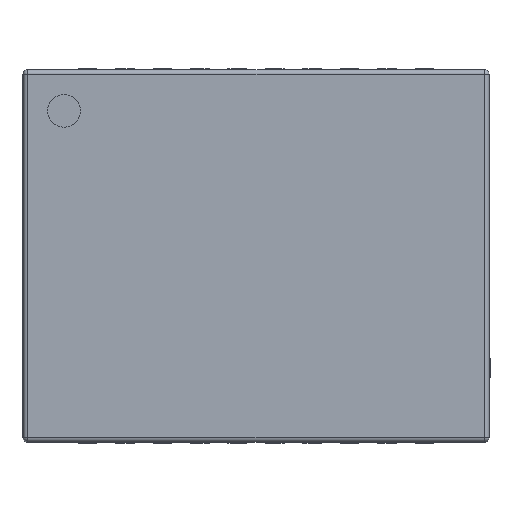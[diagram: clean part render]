
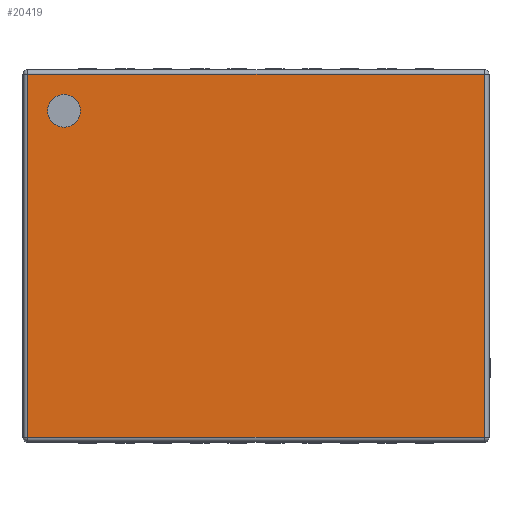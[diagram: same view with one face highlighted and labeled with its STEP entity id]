
A CAD part, top view. The second image highlights one B-rep face of the part: STEP entity #20419.
In plain terms, the highlighted planar face has unit normal (0, 0, 1).
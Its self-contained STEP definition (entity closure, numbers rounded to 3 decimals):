
#4708 = CYLINDRICAL_SURFACE('',#4709,0.05);
#4709 = AXIS2_PLACEMENT_3D('',#4710,#4711,#4712);
#4710 = CARTESIAN_POINT('',(-1.99,-2.44,0.83));
#4711 = DIRECTION('',(1.,0.,0.));
#4712 = DIRECTION('',(0.,-1.,0.));
#17327 = VERTEX_POINT('',#17328);
#17328 = CARTESIAN_POINT('',(-1.94,-2.44,0.88));
#17350 = EDGE_CURVE('',#17327,#17351,#17353,.T.);
#17351 = VERTEX_POINT('',#17352);
#17352 = CARTESIAN_POINT('',(1.94,-2.44,0.88));
#17353 = SURFACE_CURVE('',#17354,(#17358,#17365),.PCURVE_S1.);
#17354 = LINE('',#17355,#17356);
#17355 = CARTESIAN_POINT('',(-1.99,-2.44,0.88));
#17356 = VECTOR('',#17357,1.);
#17357 = DIRECTION('',(1.,0.,0.));
#17358 = PCURVE('',#4708,#17359);
#17359 = DEFINITIONAL_REPRESENTATION('',(#17360),#17364);
#17360 = LINE('',#17361,#17362);
#17361 = CARTESIAN_POINT('',(-1.571,0.));
#17362 = VECTOR('',#17363,1.);
#17363 = DIRECTION('',(-0.,1.));
#17364 = ( GEOMETRIC_REPRESENTATION_CONTEXT(2) 
PARAMETRIC_REPRESENTATION_CONTEXT() REPRESENTATION_CONTEXT('2D SPACE',''
  ) );
#17365 = PCURVE('',#17366,#17371);
#17366 = PLANE('',#17367);
#17367 = AXIS2_PLACEMENT_3D('',#17368,#17369,#17370);
#17368 = CARTESIAN_POINT('',(-1.99,-2.49,0.88));
#17369 = DIRECTION('',(0.,0.,1.));
#17370 = DIRECTION('',(1.,0.,0.));
#17371 = DEFINITIONAL_REPRESENTATION('',(#17372),#17376);
#17372 = LINE('',#17373,#17374);
#17373 = CARTESIAN_POINT('',(0.,0.05));
#17374 = VECTOR('',#17375,1.);
#17375 = DIRECTION('',(1.,0.));
#17376 = ( GEOMETRIC_REPRESENTATION_CONTEXT(2) 
PARAMETRIC_REPRESENTATION_CONTEXT() REPRESENTATION_CONTEXT('2D SPACE',''
  ) );
#17911 = CYLINDRICAL_SURFACE('',#17912,0.05);
#17912 = AXIS2_PLACEMENT_3D('',#17913,#17914,#17915);
#17913 = CARTESIAN_POINT('',(-1.94,-2.44,0.83));
#17914 = DIRECTION('',(0.,1.,0.));
#17915 = DIRECTION('',(-1.,0.,0.));
#18673 = CYLINDRICAL_SURFACE('',#18674,0.05);
#18674 = AXIS2_PLACEMENT_3D('',#18675,#18676,#18677);
#18675 = CARTESIAN_POINT('',(1.94,2.44,0.83));
#18676 = DIRECTION('',(-0.,-1.,-0.));
#18677 = DIRECTION('',(0.,0.,1.));
#19289 = CYLINDRICAL_SURFACE('',#19290,0.05);
#19290 = AXIS2_PLACEMENT_3D('',#19291,#19292,#19293);
#19291 = CARTESIAN_POINT('',(-1.99,2.44,0.83));
#19292 = DIRECTION('',(1.,0.,0.));
#19293 = DIRECTION('',(0.,1.,0.));
#20419 = ADVANCED_FACE('',(#20420,#20490),#17366,.T.);
#20420 = FACE_BOUND('',#20421,.T.);
#20421 = EDGE_LOOP('',(#20422,#20423,#20446,#20469));
#20422 = ORIENTED_EDGE('',*,*,#17350,.T.);
#20423 = ORIENTED_EDGE('',*,*,#20424,.F.);
#20424 = EDGE_CURVE('',#20425,#17351,#20427,.T.);
#20425 = VERTEX_POINT('',#20426);
#20426 = CARTESIAN_POINT('',(1.94,2.44,0.88));
#20427 = SURFACE_CURVE('',#20428,(#20432,#20439),.PCURVE_S1.);
#20428 = LINE('',#20429,#20430);
#20429 = CARTESIAN_POINT('',(1.94,2.44,0.88));
#20430 = VECTOR('',#20431,1.);
#20431 = DIRECTION('',(-0.,-1.,-0.));
#20432 = PCURVE('',#17366,#20433);
#20433 = DEFINITIONAL_REPRESENTATION('',(#20434),#20438);
#20434 = LINE('',#20435,#20436);
#20435 = CARTESIAN_POINT('',(3.93,4.93));
#20436 = VECTOR('',#20437,1.);
#20437 = DIRECTION('',(-0.,-1.));
#20438 = ( GEOMETRIC_REPRESENTATION_CONTEXT(2) 
PARAMETRIC_REPRESENTATION_CONTEXT() REPRESENTATION_CONTEXT('2D SPACE',''
  ) );
#20439 = PCURVE('',#18673,#20440);
#20440 = DEFINITIONAL_REPRESENTATION('',(#20441),#20445);
#20441 = LINE('',#20442,#20443);
#20442 = CARTESIAN_POINT('',(-0.,0.));
#20443 = VECTOR('',#20444,1.);
#20444 = DIRECTION('',(-0.,1.));
#20445 = ( GEOMETRIC_REPRESENTATION_CONTEXT(2) 
PARAMETRIC_REPRESENTATION_CONTEXT() REPRESENTATION_CONTEXT('2D SPACE',''
  ) );
#20446 = ORIENTED_EDGE('',*,*,#20447,.F.);
#20447 = EDGE_CURVE('',#20448,#20425,#20450,.T.);
#20448 = VERTEX_POINT('',#20449);
#20449 = CARTESIAN_POINT('',(-1.94,2.44,0.88));
#20450 = SURFACE_CURVE('',#20451,(#20455,#20462),.PCURVE_S1.);
#20451 = LINE('',#20452,#20453);
#20452 = CARTESIAN_POINT('',(-1.99,2.44,0.88));
#20453 = VECTOR('',#20454,1.);
#20454 = DIRECTION('',(1.,0.,0.));
#20455 = PCURVE('',#17366,#20456);
#20456 = DEFINITIONAL_REPRESENTATION('',(#20457),#20461);
#20457 = LINE('',#20458,#20459);
#20458 = CARTESIAN_POINT('',(0.,4.93));
#20459 = VECTOR('',#20460,1.);
#20460 = DIRECTION('',(1.,0.));
#20461 = ( GEOMETRIC_REPRESENTATION_CONTEXT(2) 
PARAMETRIC_REPRESENTATION_CONTEXT() REPRESENTATION_CONTEXT('2D SPACE',''
  ) );
#20462 = PCURVE('',#19289,#20463);
#20463 = DEFINITIONAL_REPRESENTATION('',(#20464),#20468);
#20464 = LINE('',#20465,#20466);
#20465 = CARTESIAN_POINT('',(1.571,0.));
#20466 = VECTOR('',#20467,1.);
#20467 = DIRECTION('',(0.,1.));
#20468 = ( GEOMETRIC_REPRESENTATION_CONTEXT(2) 
PARAMETRIC_REPRESENTATION_CONTEXT() REPRESENTATION_CONTEXT('2D SPACE',''
  ) );
#20469 = ORIENTED_EDGE('',*,*,#20470,.F.);
#20470 = EDGE_CURVE('',#17327,#20448,#20471,.T.);
#20471 = SURFACE_CURVE('',#20472,(#20476,#20483),.PCURVE_S1.);
#20472 = LINE('',#20473,#20474);
#20473 = CARTESIAN_POINT('',(-1.94,-2.44,0.88));
#20474 = VECTOR('',#20475,1.);
#20475 = DIRECTION('',(0.,1.,0.));
#20476 = PCURVE('',#17366,#20477);
#20477 = DEFINITIONAL_REPRESENTATION('',(#20478),#20482);
#20478 = LINE('',#20479,#20480);
#20479 = CARTESIAN_POINT('',(0.05,0.05));
#20480 = VECTOR('',#20481,1.);
#20481 = DIRECTION('',(0.,1.));
#20482 = ( GEOMETRIC_REPRESENTATION_CONTEXT(2) 
PARAMETRIC_REPRESENTATION_CONTEXT() REPRESENTATION_CONTEXT('2D SPACE',''
  ) );
#20483 = PCURVE('',#17911,#20484);
#20484 = DEFINITIONAL_REPRESENTATION('',(#20485),#20489);
#20485 = LINE('',#20486,#20487);
#20486 = CARTESIAN_POINT('',(1.571,0.));
#20487 = VECTOR('',#20488,1.);
#20488 = DIRECTION('',(0.,1.));
#20489 = ( GEOMETRIC_REPRESENTATION_CONTEXT(2) 
PARAMETRIC_REPRESENTATION_CONTEXT() REPRESENTATION_CONTEXT('2D SPACE',''
  ) );
#20490 = FACE_BOUND('',#20491,.T.);
#20491 = EDGE_LOOP('',(#20492));
#20492 = ORIENTED_EDGE('',*,*,#20493,.F.);
#20493 = EDGE_CURVE('',#20494,#20494,#20496,.T.);
#20494 = VERTEX_POINT('',#20495);
#20495 = CARTESIAN_POINT('',(-1.375,-2.05,0.88));
#20496 = SURFACE_CURVE('',#20497,(#20502,#20509),.PCURVE_S1.);
#20497 = CIRCLE('',#20498,0.175);
#20498 = AXIS2_PLACEMENT_3D('',#20499,#20500,#20501);
#20499 = CARTESIAN_POINT('',(-1.55,-2.05,0.88));
#20500 = DIRECTION('',(0.,0.,1.));
#20501 = DIRECTION('',(1.,0.,0.));
#20502 = PCURVE('',#17366,#20503);
#20503 = DEFINITIONAL_REPRESENTATION('',(#20504),#20508);
#20504 = CIRCLE('',#20505,0.175);
#20505 = AXIS2_PLACEMENT_2D('',#20506,#20507);
#20506 = CARTESIAN_POINT('',(0.44,0.44));
#20507 = DIRECTION('',(1.,0.));
#20508 = ( GEOMETRIC_REPRESENTATION_CONTEXT(2) 
PARAMETRIC_REPRESENTATION_CONTEXT() REPRESENTATION_CONTEXT('2D SPACE',''
  ) );
#20509 = PCURVE('',#20510,#20515);
#20510 = CYLINDRICAL_SURFACE('',#20511,0.175);
#20511 = AXIS2_PLACEMENT_3D('',#20512,#20513,#20514);
#20512 = CARTESIAN_POINT('',(-1.55,-2.05,0.88));
#20513 = DIRECTION('',(-0.,-0.,-1.));
#20514 = DIRECTION('',(1.,0.,0.));
#20515 = DEFINITIONAL_REPRESENTATION('',(#20516),#20520);
#20516 = LINE('',#20517,#20518);
#20517 = CARTESIAN_POINT('',(-0.,0.));
#20518 = VECTOR('',#20519,1.);
#20519 = DIRECTION('',(-1.,0.));
#20520 = ( GEOMETRIC_REPRESENTATION_CONTEXT(2) 
PARAMETRIC_REPRESENTATION_CONTEXT() REPRESENTATION_CONTEXT('2D SPACE',''
  ) );
